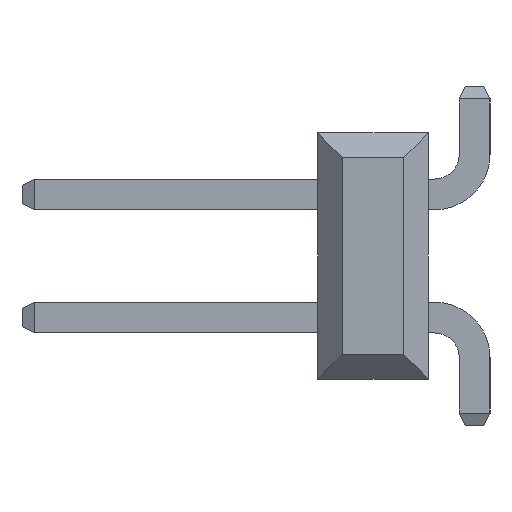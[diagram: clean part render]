
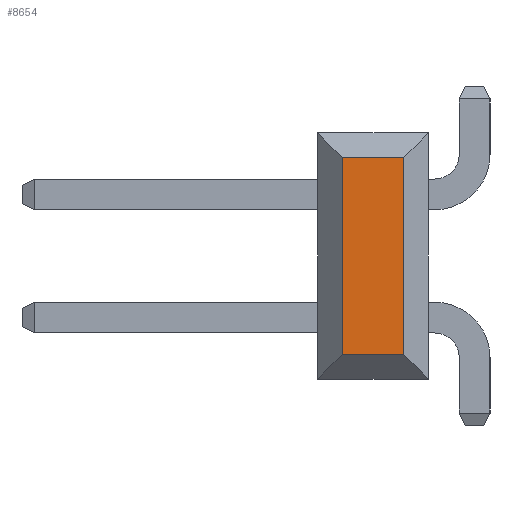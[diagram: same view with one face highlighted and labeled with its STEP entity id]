
A CAD part, left-side view. The second image highlights one B-rep face of the part: STEP entity #8654.
In plain terms, the highlighted planar face has unit normal (-1, 0, 0).
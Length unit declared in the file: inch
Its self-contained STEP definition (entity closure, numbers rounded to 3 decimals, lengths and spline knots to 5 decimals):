
#1273=DIRECTION('',(0.,0.,1.));
#1274=VECTOR('',#1273,0.16);
#1275=CARTESIAN_POINT('',(-0.55,-0.025,-0.08));
#1276=LINE('',#1275,#1274);
#1285=DIRECTION('',(0.,0.,1.));
#1286=VECTOR('',#1285,0.16);
#1287=CARTESIAN_POINT('',(-0.55,0.025,-0.08));
#1288=LINE('',#1287,#1286);
#1289=DIRECTION('',(0.,-1.,0.));
#1290=VECTOR('',#1289,0.05);
#1291=CARTESIAN_POINT('',(-0.55,0.025,0.08));
#1292=LINE('',#1291,#1290);
#1293=DIRECTION('',(0.,-1.,0.));
#1294=VECTOR('',#1293,0.05);
#1295=CARTESIAN_POINT('',(-0.55,0.025,-0.08));
#1296=LINE('',#1295,#1294);
#5737=CARTESIAN_POINT('',(-0.55,0.025,-0.08));
#5738=CARTESIAN_POINT('',(-0.55,0.025,0.08));
#5739=VERTEX_POINT('',#5737);
#5740=VERTEX_POINT('',#5738);
#5741=CARTESIAN_POINT('',(-0.55,-0.025,-0.08));
#5742=CARTESIAN_POINT('',(-0.55,-0.025,0.08));
#5743=VERTEX_POINT('',#5741);
#5744=VERTEX_POINT('',#5742);
#8640=CARTESIAN_POINT('',(-0.55,0.025,-0.1));
#8641=DIRECTION('',(-1.,0.,0.));
#8642=DIRECTION('',(0.,-1.,0.));
#8643=AXIS2_PLACEMENT_3D('',#8640,#8641,#8642);
#8644=PLANE('',#8643);
#8646=ORIENTED_EDGE('',*,*,#8645,.T.);
#8648=ORIENTED_EDGE('',*,*,#8647,.T.);
#8649=ORIENTED_EDGE('',*,*,#8630,.F.);
#8651=ORIENTED_EDGE('',*,*,#8650,.F.);
#8652=EDGE_LOOP('',(#8646,#8648,#8649,#8651));
#8653=FACE_OUTER_BOUND('',#8652,.F.);
#8654=ADVANCED_FACE('',(#8653),#8644,.T.);
#8630=EDGE_CURVE('',#5743,#5744,#1276,.T.);
#8645=EDGE_CURVE('',#5739,#5740,#1288,.T.);
#8647=EDGE_CURVE('',#5740,#5744,#1292,.T.);
#8650=EDGE_CURVE('',#5739,#5743,#1296,.T.);
